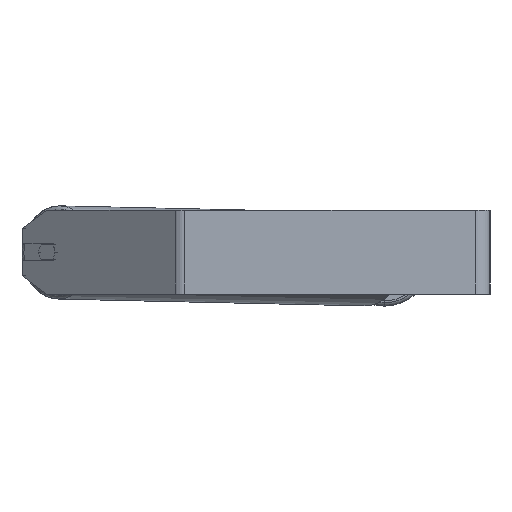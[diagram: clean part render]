
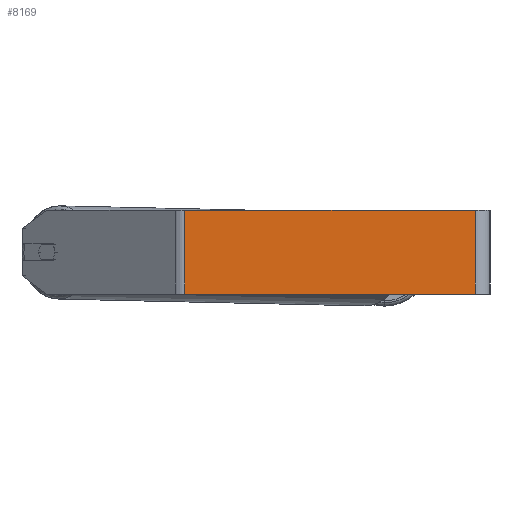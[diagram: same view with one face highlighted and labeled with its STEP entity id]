
A CAD part, left-side view. The second image highlights one B-rep face of the part: STEP entity #8169.
In plain terms, the highlighted planar face has unit normal (-1, 0, 0).
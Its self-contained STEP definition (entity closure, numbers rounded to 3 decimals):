
#402 = CARTESIAN_POINT ( 'NONE',  ( -745., 14., 40. ) ) ;
#429 = VERTEX_POINT ( 'NONE', #6789 ) ;
#626 = CARTESIAN_POINT ( 'NONE',  ( -745., 296.569, 40. ) ) ;
#917 = DIRECTION ( 'NONE',  ( 1., 0., 0. ) ) ;
#938 = VERTEX_POINT ( 'NONE', #1920 ) ;
#996 = ORIENTED_EDGE ( 'NONE', *, *, #1573, .F. ) ;
#1061 = CARTESIAN_POINT ( 'NONE',  ( -745., 291.474, -40. ) ) ;
#1229 = VECTOR ( 'NONE', #7402, 1000. ) ;
#1461 = CARTESIAN_POINT ( 'NONE',  ( -745., 296.569, 40. ) ) ;
#1573 = EDGE_CURVE ( 'NONE', #5540, #938, #7131, .T. ) ;
#1920 = CARTESIAN_POINT ( 'NONE',  ( -745., 14., -40. ) ) ;
#2779 = PLANE ( 'NONE',  #3977 ) ;
#3048 = DIRECTION ( 'NONE',  ( 0., 0., -1. ) ) ;
#3538 = VERTEX_POINT ( 'NONE', #1061 ) ;
#3744 = LINE ( 'NONE', #7120, #4792 ) ;
#3866 = EDGE_LOOP ( 'NONE', ( #4268, #996, #5451, #7209 ) ) ;
#3977 = AXIS2_PLACEMENT_3D ( 'NONE', #1461, #917, #7650 ) ;
#4268 = ORIENTED_EDGE ( 'NONE', *, *, #6920, .T. ) ;
#4281 = EDGE_CURVE ( 'NONE', #429, #5540, #4565, .T. ) ;
#4554 = CARTESIAN_POINT ( 'NONE',  ( -745., 291.474, 40. ) ) ;
#4565 = LINE ( 'NONE', #626, #1229 ) ;
#4660 = EDGE_CURVE ( 'NONE', #429, #3538, #5229, .T. ) ;
#4792 = VECTOR ( 'NONE', #8300, 1000. ) ;
#4947 = FACE_OUTER_BOUND ( 'NONE', #3866, .T. ) ;
#5229 = LINE ( 'NONE', #4554, #6192 ) ;
#5451 = ORIENTED_EDGE ( 'NONE', *, *, #4281, .F. ) ;
#5540 = VERTEX_POINT ( 'NONE', #6098 ) ;
#6098 = CARTESIAN_POINT ( 'NONE',  ( -745., 14., 40. ) ) ;
#6192 = VECTOR ( 'NONE', #8005, 1000. ) ;
#6789 = CARTESIAN_POINT ( 'NONE',  ( -745., 291.474, 40. ) ) ;
#6920 = EDGE_CURVE ( 'NONE', #3538, #938, #3744, .T. ) ;
#7120 = CARTESIAN_POINT ( 'NONE',  ( -745., 296.569, -40. ) ) ;
#7131 = LINE ( 'NONE', #402, #7430 ) ;
#7209 = ORIENTED_EDGE ( 'NONE', *, *, #4660, .T. ) ;
#7402 = DIRECTION ( 'NONE',  ( 0., -1., 0. ) ) ;
#7430 = VECTOR ( 'NONE', #3048, 1000. ) ;
#7650 = DIRECTION ( 'NONE',  ( 0., 0., -1. ) ) ;
#8005 = DIRECTION ( 'NONE',  ( 0., 0., -1. ) ) ;
#8169 = ADVANCED_FACE ( 'NONE', ( #4947 ), #2779, .F. ) ;
#8300 = DIRECTION ( 'NONE',  ( 0., -1., 0. ) ) ;
